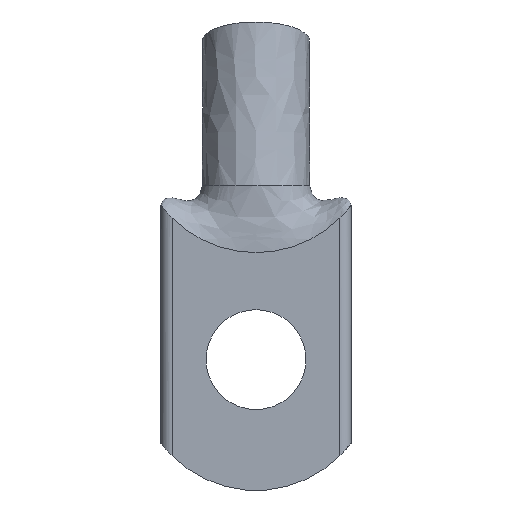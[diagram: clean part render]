
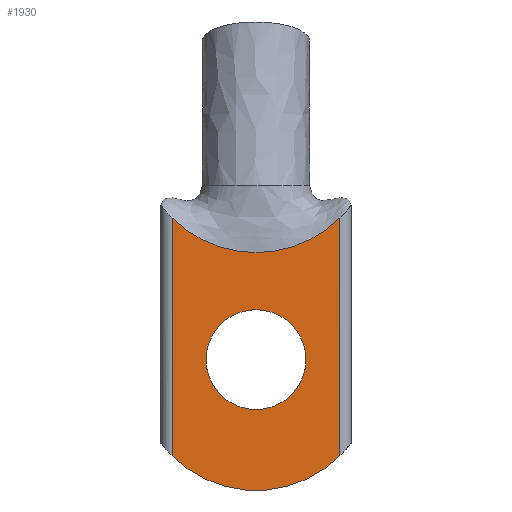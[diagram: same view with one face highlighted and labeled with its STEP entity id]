
A CAD part, front view. The second image highlights one B-rep face of the part: STEP entity #1930.
In plain terms, the highlighted planar face has unit normal (0, -1, 0).
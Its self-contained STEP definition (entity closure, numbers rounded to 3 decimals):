
#30=CIRCLE('',#2001,10.);
#31=CIRCLE('',#2002,10.);
#32=CIRCLE('',#2006,10.);
#33=CIRCLE('',#2009,4.2);
#46=FACE_BOUND('',#307,.T.);
#84=PLANE('',#2010);
#189=FACE_OUTER_BOUND('',#306,.T.);
#306=EDGE_LOOP('',(#1758,#1759,#1760,#1761,#1762));
#307=EDGE_LOOP('',(#1763));
#442=LINE('',#4426,#579);
#443=LINE('',#4482,#580);
#579=VECTOR('',#2247,10.);
#580=VECTOR('',#2256,10.);
#899=VERTEX_POINT('',#4356);
#900=VERTEX_POINT('',#4376);
#901=VERTEX_POINT('',#4378);
#904=VERTEX_POINT('',#4425);
#906=VERTEX_POINT('',#4454);
#908=VERTEX_POINT('',#4484);
#1180=EDGE_CURVE('',#900,#899,#30,.T.);
#1181=EDGE_CURVE('',#901,#900,#31,.T.);
#1185=EDGE_CURVE('',#901,#904,#442,.T.);
#1188=EDGE_CURVE('',#906,#904,#32,.T.);
#1191=EDGE_CURVE('',#906,#899,#443,.T.);
#1192=EDGE_CURVE('',#908,#908,#33,.T.);
#1758=ORIENTED_EDGE('',*,*,#1185,.F.);
#1759=ORIENTED_EDGE('',*,*,#1181,.T.);
#1760=ORIENTED_EDGE('',*,*,#1180,.T.);
#1761=ORIENTED_EDGE('',*,*,#1191,.F.);
#1762=ORIENTED_EDGE('',*,*,#1188,.T.);
#1763=ORIENTED_EDGE('',*,*,#1192,.T.);
#1930=ADVANCED_FACE('',(#189,#46),#84,.F.);
#2001=AXIS2_PLACEMENT_3D('',#4377,#2241,#2242);
#2002=AXIS2_PLACEMENT_3D('',#4379,#2243,#2244);
#2006=AXIS2_PLACEMENT_3D('',#4455,#2252,#2253);
#2009=AXIS2_PLACEMENT_3D('',#4485,#2259,#2260);
#2010=AXIS2_PLACEMENT_3D('',#4487,#2262,#2263);
#2241=DIRECTION('center_axis',(0.,1.,0.));
#2242=DIRECTION('ref_axis',(0.8,0.,0.6));
#2243=DIRECTION('center_axis',(0.,1.,0.));
#2244=DIRECTION('ref_axis',(0.8,0.,0.6));
#2247=DIRECTION('',(0.,0.,-1.));
#2252=DIRECTION('center_axis',(0.,-1.,0.));
#2253=DIRECTION('ref_axis',(-0.8,0.,0.6));
#2256=DIRECTION('',(0.,0.,1.));
#2259=DIRECTION('center_axis',(0.,1.,0.));
#2260=DIRECTION('ref_axis',(1.,0.,0.));
#2262=DIRECTION('center_axis',(0.,1.,0.));
#2263=DIRECTION('ref_axis',(0.,0.,1.));
#4356=CARTESIAN_POINT('',(-7.05,0.,11.908));
#4376=CARTESIAN_POINT('',(0.,0.,9.));
#4377=CARTESIAN_POINT('Origin',(0.,0.,19.));
#4378=CARTESIAN_POINT('',(7.05,0.,11.908));
#4379=CARTESIAN_POINT('Origin',(0.,0.,19.));
#4425=CARTESIAN_POINT('',(7.05,0.,-8.092));
#4426=CARTESIAN_POINT('',(7.05,0.,4.84));
#4454=CARTESIAN_POINT('',(-7.05,0.,-8.092));
#4455=CARTESIAN_POINT('Origin',(0.,0.,-1.));
#4482=CARTESIAN_POINT('',(-7.05,0.,-3.16));
#4484=CARTESIAN_POINT('',(-4.2,0.,0.));
#4485=CARTESIAN_POINT('Origin',(0.,0.,0.));
#4487=CARTESIAN_POINT('Origin',(0.,0.,0.68));
